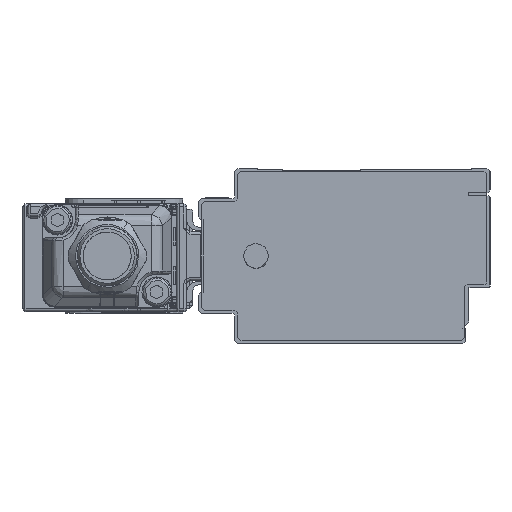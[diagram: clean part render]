
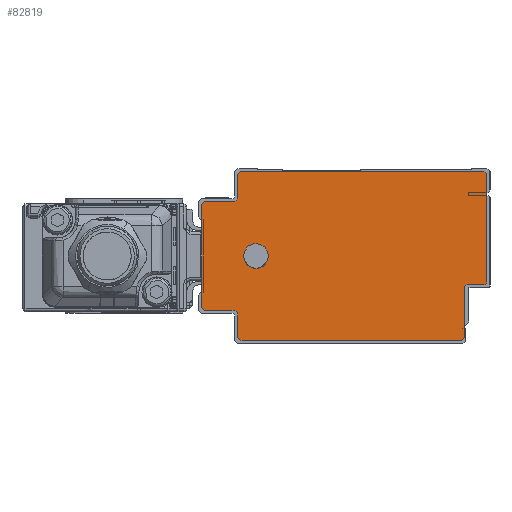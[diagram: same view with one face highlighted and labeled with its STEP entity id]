
A CAD part, left-side view. The second image highlights one B-rep face of the part: STEP entity #82819.
In plain terms, the highlighted planar face has unit normal (-1, 0, 0).
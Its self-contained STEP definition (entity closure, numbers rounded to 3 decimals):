
#80475=AXIS2_PLACEMENT_3D('Circle Axis2P3D',#80473,#80474,$) ;
#80513=AXIS2_PLACEMENT_3D('Circle Axis2P3D',#80511,#80512,$) ;
#80551=AXIS2_PLACEMENT_3D('Circle Axis2P3D',#80549,#80550,$) ;
#80589=AXIS2_PLACEMENT_3D('Circle Axis2P3D',#80587,#80588,$) ;
#82702=AXIS2_PLACEMENT_3D('Plane Axis2P3D',#82699,#82700,#82701) ;
#82706=AXIS2_PLACEMENT_3D('Circle Axis2P3D',#82704,#82705,$) ;
#82720=AXIS2_PLACEMENT_3D('Circle Axis2P3D',#82718,#82719,$) ;
#82734=AXIS2_PLACEMENT_3D('Circle Axis2P3D',#82732,#82733,$) ;
#82748=AXIS2_PLACEMENT_3D('Circle Axis2P3D',#82746,#82747,$) ;
#82762=AXIS2_PLACEMENT_3D('Circle Axis2P3D',#82760,#82761,$) ;
#82776=AXIS2_PLACEMENT_3D('Circle Axis2P3D',#82774,#82775,$) ;
#82803=AXIS2_PLACEMENT_3D('Circle Axis2P3D',#82801,#82802,$) ;
#82812=AXIS2_PLACEMENT_3D('Circle Axis2P3D',#82810,#82811,$) ;
#80431=CARTESIAN_POINT('Line Origine',(-2375.5,44.,14.5)) ;
#80435=CARTESIAN_POINT('Vertex',(-2375.5,44.,6.)) ;
#80437=CARTESIAN_POINT('Vertex',(-2375.5,44.,23.)) ;
#80473=CARTESIAN_POINT('Axis2P3D Location',(-2375.5,43.5,23.)) ;
#80477=CARTESIAN_POINT('Vertex',(-2375.5,43.5,23.5)) ;
#80492=CARTESIAN_POINT('Line Origine',(-2375.5,41.25,23.5)) ;
#80496=CARTESIAN_POINT('Vertex',(-2375.5,39.,23.5)) ;
#80511=CARTESIAN_POINT('Axis2P3D Location',(-2375.5,39.,24.5)) ;
#80515=CARTESIAN_POINT('Vertex',(-2375.5,38.,24.5)) ;
#80530=CARTESIAN_POINT('Line Origine',(-2375.5,38.,26.25)) ;
#80534=CARTESIAN_POINT('Vertex',(-2375.5,38.,28.)) ;
#80549=CARTESIAN_POINT('Axis2P3D Location',(-2375.5,37.5,28.)) ;
#80553=CARTESIAN_POINT('Vertex',(-2375.5,37.5,28.5)) ;
#80568=CARTESIAN_POINT('Line Origine',(-2375.5,17.25,28.5)) ;
#80572=CARTESIAN_POINT('Vertex',(-2375.5,-3.,28.5)) ;
#80587=CARTESIAN_POINT('Axis2P3D Location',(-2375.5,-3.,28.)) ;
#80591=CARTESIAN_POINT('Vertex',(-2375.5,-3.5,28.)) ;
#80606=CARTESIAN_POINT('Line Origine',(-2375.5,-3.5,19.1)) ;
#80610=CARTESIAN_POINT('Vertex',(-2375.5,-3.5,10.2)) ;
#82699=CARTESIAN_POINT('Axis2P3D Location',(-2375.5,0.,0.)) ;
#82704=CARTESIAN_POINT('Axis2P3D Location',(-2375.5,43.5,6.)) ;
#82708=CARTESIAN_POINT('Vertex',(-2375.5,43.5,5.5)) ;
#82711=CARTESIAN_POINT('Line Origine',(-2375.5,41.25,5.5)) ;
#82715=CARTESIAN_POINT('Vertex',(-2375.5,39.,5.5)) ;
#82718=CARTESIAN_POINT('Axis2P3D Location',(-2375.5,39.,4.5)) ;
#82722=CARTESIAN_POINT('Vertex',(-2375.5,38.,4.5)) ;
#82725=CARTESIAN_POINT('Line Origine',(-2375.5,38.,2.75)) ;
#82729=CARTESIAN_POINT('Vertex',(-2375.5,38.,1.)) ;
#82732=CARTESIAN_POINT('Axis2P3D Location',(-2375.5,37.5,1.)) ;
#82736=CARTESIAN_POINT('Vertex',(-2375.5,37.5,0.5)) ;
#82739=CARTESIAN_POINT('Line Origine',(-2375.5,19.15,0.5)) ;
#82743=CARTESIAN_POINT('Vertex',(-2375.5,0.8,0.5)) ;
#82746=CARTESIAN_POINT('Axis2P3D Location',(-2375.5,0.8,1.)) ;
#82750=CARTESIAN_POINT('Vertex',(-2375.5,0.3,1.)) ;
#82753=CARTESIAN_POINT('Line Origine',(-2375.5,0.3,5.1)) ;
#82757=CARTESIAN_POINT('Vertex',(-2375.5,0.3,9.2)) ;
#82760=CARTESIAN_POINT('Axis2P3D Location',(-2375.5,-0.2,9.2)) ;
#82764=CARTESIAN_POINT('Vertex',(-2375.5,-0.2,9.7)) ;
#82767=CARTESIAN_POINT('Line Origine',(-2375.5,-1.6,9.7)) ;
#82771=CARTESIAN_POINT('Vertex',(-2375.5,-3.,9.7)) ;
#82774=CARTESIAN_POINT('Axis2P3D Location',(-2375.5,-3.,10.2)) ;
#82801=CARTESIAN_POINT('Axis2P3D Location',(-2375.5,35.,14.5)) ;
#82805=CARTESIAN_POINT('Vertex',(-2375.5,33.186,13.509)) ;
#82807=CARTESIAN_POINT('Vertex',(-2375.5,36.814,15.491)) ;
#82810=CARTESIAN_POINT('Axis2P3D Location',(-2375.5,35.,14.5)) ;
#80432=DIRECTION('Vector Direction',(0.,0.,1.)) ;
#80474=DIRECTION('Axis2P3D Direction',(1.,0.,0.)) ;
#80493=DIRECTION('Vector Direction',(0.,1.,0.)) ;
#80512=DIRECTION('Axis2P3D Direction',(1.,0.,0.)) ;
#80531=DIRECTION('Vector Direction',(0.,0.,1.)) ;
#80550=DIRECTION('Axis2P3D Direction',(1.,0.,0.)) ;
#80569=DIRECTION('Vector Direction',(0.,1.,0.)) ;
#80588=DIRECTION('Axis2P3D Direction',(1.,0.,-0.)) ;
#80607=DIRECTION('Vector Direction',(0.,0.,-1.)) ;
#82700=DIRECTION('Axis2P3D Direction',(1.,0.,0.)) ;
#82701=DIRECTION('Axis2P3D XDirection',(0.,1.,0.)) ;
#82705=DIRECTION('Axis2P3D Direction',(1.,0.,0.)) ;
#82712=DIRECTION('Vector Direction',(0.,-1.,0.)) ;
#82719=DIRECTION('Axis2P3D Direction',(1.,0.,0.)) ;
#82726=DIRECTION('Vector Direction',(0.,0.,1.)) ;
#82733=DIRECTION('Axis2P3D Direction',(1.,0.,0.)) ;
#82740=DIRECTION('Vector Direction',(0.,-1.,0.)) ;
#82747=DIRECTION('Axis2P3D Direction',(1.,0.,0.)) ;
#82754=DIRECTION('Vector Direction',(0.,0.,-1.)) ;
#82761=DIRECTION('Axis2P3D Direction',(1.,0.,0.)) ;
#82768=DIRECTION('Vector Direction',(0.,1.,0.)) ;
#82775=DIRECTION('Axis2P3D Direction',(1.,0.,0.)) ;
#82802=DIRECTION('Axis2P3D Direction',(1.,0.,0.)) ;
#82811=DIRECTION('Axis2P3D Direction',(1.,0.,0.)) ;
#80433=VECTOR('Line Direction',#80432,1.) ;
#80494=VECTOR('Line Direction',#80493,1.) ;
#80532=VECTOR('Line Direction',#80531,1.) ;
#80570=VECTOR('Line Direction',#80569,1.) ;
#80608=VECTOR('Line Direction',#80607,1.) ;
#82713=VECTOR('Line Direction',#82712,1.) ;
#82727=VECTOR('Line Direction',#82726,1.) ;
#82741=VECTOR('Line Direction',#82740,1.) ;
#82755=VECTOR('Line Direction',#82754,1.) ;
#82769=VECTOR('Line Direction',#82768,1.) ;
#82780=ORIENTED_EDGE('',*,*,#80574,.F.) ;
#82781=ORIENTED_EDGE('',*,*,#80555,.F.) ;
#82782=ORIENTED_EDGE('',*,*,#80536,.F.) ;
#82783=ORIENTED_EDGE('',*,*,#80517,.F.) ;
#82784=ORIENTED_EDGE('',*,*,#80498,.F.) ;
#82785=ORIENTED_EDGE('',*,*,#80479,.F.) ;
#82786=ORIENTED_EDGE('',*,*,#80439,.F.) ;
#82787=ORIENTED_EDGE('',*,*,#82710,.F.) ;
#82788=ORIENTED_EDGE('',*,*,#82717,.F.) ;
#82789=ORIENTED_EDGE('',*,*,#82724,.F.) ;
#82790=ORIENTED_EDGE('',*,*,#82731,.F.) ;
#82791=ORIENTED_EDGE('',*,*,#82738,.F.) ;
#82792=ORIENTED_EDGE('',*,*,#82745,.F.) ;
#82793=ORIENTED_EDGE('',*,*,#82752,.F.) ;
#82794=ORIENTED_EDGE('',*,*,#82759,.F.) ;
#82795=ORIENTED_EDGE('',*,*,#82766,.F.) ;
#82796=ORIENTED_EDGE('',*,*,#82773,.F.) ;
#82797=ORIENTED_EDGE('',*,*,#82778,.F.) ;
#82798=ORIENTED_EDGE('',*,*,#80612,.F.) ;
#82799=ORIENTED_EDGE('',*,*,#80593,.F.) ;
#82816=ORIENTED_EDGE('',*,*,#82809,.T.) ;
#82817=ORIENTED_EDGE('',*,*,#82814,.T.) ;
#82818=FACE_BOUND('',#82815,.T.) ;
#82819=ADVANCED_FACE('\X2\FF8EFF9EFF83FF9EFF68FF70\X0\.2',(#82800,#82818),#82703,.F.) ;
#80476=CIRCLE('generated circle',#80475,0.5) ;
#80514=CIRCLE('generated circle',#80513,1.) ;
#80552=CIRCLE('generated circle',#80551,0.5) ;
#80590=CIRCLE('generated circle',#80589,0.5) ;
#82707=CIRCLE('generated circle',#82706,0.5) ;
#82721=CIRCLE('generated circle',#82720,1.) ;
#82735=CIRCLE('generated circle',#82734,0.5) ;
#82749=CIRCLE('generated circle',#82748,0.5) ;
#82763=CIRCLE('generated circle',#82762,0.5) ;
#82777=CIRCLE('generated circle',#82776,0.5) ;
#82804=CIRCLE('generated circle',#82803,2.067) ;
#82813=CIRCLE('generated circle',#82812,2.067) ;
#80439=EDGE_CURVE('',#80436,#80438,#80434,.T.) ;
#80479=EDGE_CURVE('',#80438,#80478,#80476,.T.) ;
#80498=EDGE_CURVE('',#80478,#80497,#80495,.F.) ;
#80517=EDGE_CURVE('',#80497,#80516,#80514,.F.) ;
#80536=EDGE_CURVE('',#80516,#80535,#80533,.T.) ;
#80555=EDGE_CURVE('',#80535,#80554,#80552,.T.) ;
#80574=EDGE_CURVE('',#80554,#80573,#80571,.F.) ;
#80593=EDGE_CURVE('',#80573,#80592,#80590,.T.) ;
#80612=EDGE_CURVE('',#80592,#80611,#80609,.T.) ;
#82710=EDGE_CURVE('',#82709,#80436,#82707,.T.) ;
#82717=EDGE_CURVE('',#82716,#82709,#82714,.F.) ;
#82724=EDGE_CURVE('',#82723,#82716,#82721,.F.) ;
#82731=EDGE_CURVE('',#82730,#82723,#82728,.T.) ;
#82738=EDGE_CURVE('',#82737,#82730,#82735,.T.) ;
#82745=EDGE_CURVE('',#82744,#82737,#82742,.F.) ;
#82752=EDGE_CURVE('',#82751,#82744,#82749,.T.) ;
#82759=EDGE_CURVE('',#82758,#82751,#82756,.T.) ;
#82766=EDGE_CURVE('',#82765,#82758,#82763,.F.) ;
#82773=EDGE_CURVE('',#82772,#82765,#82770,.T.) ;
#82778=EDGE_CURVE('',#80611,#82772,#82777,.T.) ;
#82809=EDGE_CURVE('',#82806,#82808,#82804,.T.) ;
#82814=EDGE_CURVE('',#82808,#82806,#82813,.T.) ;
#82779=EDGE_LOOP('',(#82780,#82781,#82782,#82783,#82784,#82785,#82786,#82787,#82788,#82789,#82790,#82791,#82792,#82793,#82794,#82795,#82796,#82797,#82798,#82799)) ;
#82815=EDGE_LOOP('',(#82816,#82817)) ;
#82800=FACE_OUTER_BOUND('',#82779,.T.) ;
#80434=LINE('Line',#80431,#80433) ;
#80495=LINE('Line',#80492,#80494) ;
#80533=LINE('Line',#80530,#80532) ;
#80571=LINE('Line',#80568,#80570) ;
#80609=LINE('Line',#80606,#80608) ;
#82714=LINE('Line',#82711,#82713) ;
#82728=LINE('Line',#82725,#82727) ;
#82742=LINE('Line',#82739,#82741) ;
#82756=LINE('Line',#82753,#82755) ;
#82770=LINE('Line',#82767,#82769) ;
#82703=PLANE('Plane',#82702) ;
#80436=VERTEX_POINT('',#80435) ;
#80438=VERTEX_POINT('',#80437) ;
#80478=VERTEX_POINT('',#80477) ;
#80497=VERTEX_POINT('',#80496) ;
#80516=VERTEX_POINT('',#80515) ;
#80535=VERTEX_POINT('',#80534) ;
#80554=VERTEX_POINT('',#80553) ;
#80573=VERTEX_POINT('',#80572) ;
#80592=VERTEX_POINT('',#80591) ;
#80611=VERTEX_POINT('',#80610) ;
#82709=VERTEX_POINT('',#82708) ;
#82716=VERTEX_POINT('',#82715) ;
#82723=VERTEX_POINT('',#82722) ;
#82730=VERTEX_POINT('',#82729) ;
#82737=VERTEX_POINT('',#82736) ;
#82744=VERTEX_POINT('',#82743) ;
#82751=VERTEX_POINT('',#82750) ;
#82758=VERTEX_POINT('',#82757) ;
#82765=VERTEX_POINT('',#82764) ;
#82772=VERTEX_POINT('',#82771) ;
#82806=VERTEX_POINT('',#82805) ;
#82808=VERTEX_POINT('',#82807) ;
